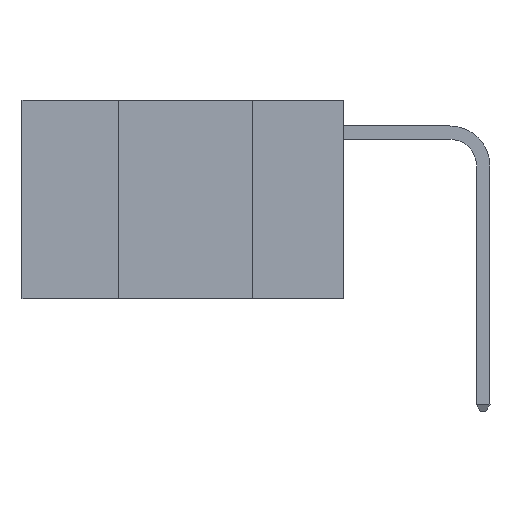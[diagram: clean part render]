
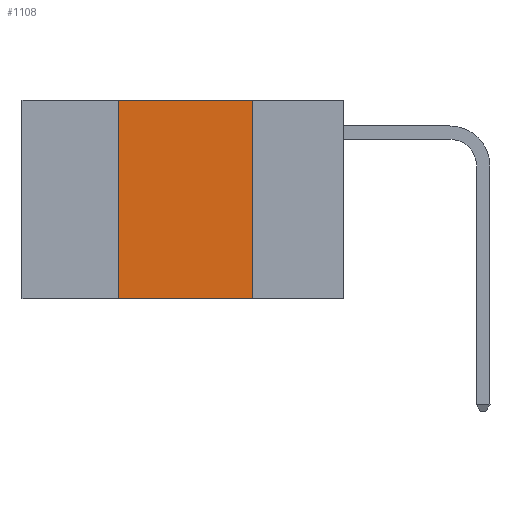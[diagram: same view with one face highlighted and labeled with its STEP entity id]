
A CAD part, left-side view. The second image highlights one B-rep face of the part: STEP entity #1108.
In plain terms, the highlighted planar face has unit normal (-1, 0, 0).
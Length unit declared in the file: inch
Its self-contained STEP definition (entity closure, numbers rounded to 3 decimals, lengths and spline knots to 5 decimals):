
#393 = EDGE_CURVE ( 'NONE', #11236, #9992, #4014, .T. ) ;
#1108 = ADVANCED_FACE ( 'NONE', ( #14826 ), #5936, .F. ) ;
#1355 = CARTESIAN_POINT ( 'NONE',  ( 0., 0.42, 0. ) ) ;
#2134 = CARTESIAN_POINT ( 'NONE',  ( 0., 0.42, -0.37 ) ) ;
#2371 = VECTOR ( 'NONE', #7777, 39.37008 ) ;
#2446 = CARTESIAN_POINT ( 'NONE',  ( 0., 0.6, 0. ) ) ;
#2495 = DIRECTION ( 'NONE',  ( 0., 0., -1. ) ) ;
#2539 = CARTESIAN_POINT ( 'NONE',  ( 0., 0.6, -0.37 ) ) ;
#2668 = EDGE_CURVE ( 'NONE', #9992, #6548, #15034, .T. ) ;
#2734 = EDGE_CURVE ( 'NONE', #6548, #13769, #12451, .T. ) ;
#2971 = EDGE_CURVE ( 'NONE', #11236, #13769, #5123, .T. ) ;
#4014 = LINE ( 'NONE', #1355, #5353 ) ;
#4554 = EDGE_LOOP ( 'NONE', ( #6864, #9035, #5599, #15724 ) ) ;
#4619 = DIRECTION ( 'NONE',  ( 1., 0., 0. ) ) ;
#4698 = CARTESIAN_POINT ( 'NONE',  ( 0., 0.17, 0. ) ) ;
#4865 = DIRECTION ( 'NONE',  ( 0., 0., -1. ) ) ;
#5123 = LINE ( 'NONE', #2539, #6088 ) ;
#5309 = CARTESIAN_POINT ( 'NONE',  ( 0., 0.42, 0. ) ) ;
#5353 = VECTOR ( 'NONE', #11327, 39.37008 ) ;
#5599 = ORIENTED_EDGE ( 'NONE', *, *, #393, .F. ) ;
#5936 = PLANE ( 'NONE',  #8186 ) ;
#6088 = VECTOR ( 'NONE', #9787, 39.37008 ) ;
#6548 = VERTEX_POINT ( 'NONE', #4698 ) ;
#6864 = ORIENTED_EDGE ( 'NONE', *, *, #2734, .F. ) ;
#7777 = DIRECTION ( 'NONE',  ( 0., -1., 0. ) ) ;
#8186 = AXIS2_PLACEMENT_3D ( 'NONE', #2446, #4619, #4865 ) ;
#9035 = ORIENTED_EDGE ( 'NONE', *, *, #2668, .F. ) ;
#9787 = DIRECTION ( 'NONE',  ( 0., -1., 0. ) ) ;
#9992 = VERTEX_POINT ( 'NONE', #5309 ) ;
#10244 = CARTESIAN_POINT ( 'NONE',  ( 0., 0.17, 0. ) ) ;
#11236 = VERTEX_POINT ( 'NONE', #2134 ) ;
#11327 = DIRECTION ( 'NONE',  ( 0., 0., 1. ) ) ;
#11481 = CARTESIAN_POINT ( 'NONE',  ( 0., 0.6, 0. ) ) ;
#11584 = VECTOR ( 'NONE', #2495, 39.37008 ) ;
#12451 = LINE ( 'NONE', #10244, #11584 ) ;
#13769 = VERTEX_POINT ( 'NONE', #14370 ) ;
#14370 = CARTESIAN_POINT ( 'NONE',  ( 0., 0.17, -0.37 ) ) ;
#14826 = FACE_OUTER_BOUND ( 'NONE', #4554, .T. ) ;
#15034 = LINE ( 'NONE', #11481, #2371 ) ;
#15724 = ORIENTED_EDGE ( 'NONE', *, *, #2971, .T. ) ;
